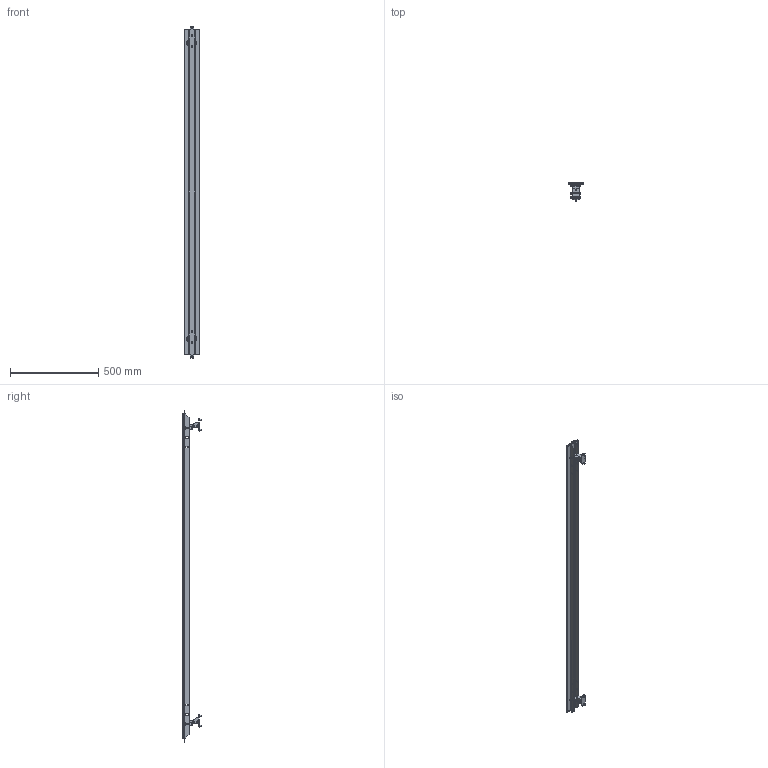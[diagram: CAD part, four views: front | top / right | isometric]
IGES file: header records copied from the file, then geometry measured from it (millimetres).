
Global section: file name: DSD-0380.igs; preprocessor: I-DEAS 3D IGES Translator 13; date: 20101213.154420; units: millimetre
Bounding box: 89 x 105.2 x 1880 mm (x, y, z)
Volume: 773346.5 mm3; surface area: 979814.3 mm2
Topology: 1 solids, 1 shells, 690 faces, 4080 edges, 3868 vertices
Faces by surface type: bspline 690
